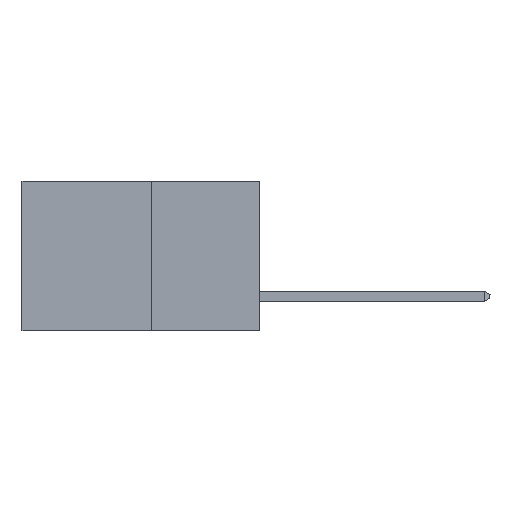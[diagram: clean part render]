
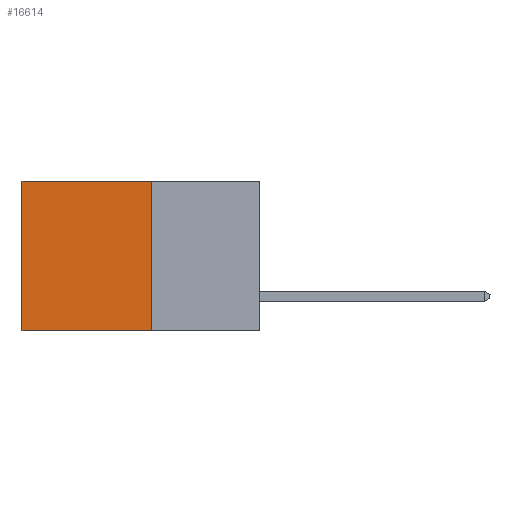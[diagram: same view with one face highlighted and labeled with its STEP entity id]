
A CAD part, left-side view. The second image highlights one B-rep face of the part: STEP entity #16614.
In plain terms, the highlighted planar face has unit normal (-1, 0, 0).
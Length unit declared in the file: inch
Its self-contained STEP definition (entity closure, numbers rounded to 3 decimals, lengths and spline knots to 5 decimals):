
#1216 = CARTESIAN_POINT ( 'NONE',  ( 0.277, 0.59, 0. ) ) ;
#1282 = CARTESIAN_POINT ( 'NONE',  ( 0.277, 0.59, -0.37 ) ) ;
#1394 = VERTEX_POINT ( 'NONE', #13504 ) ;
#2401 = LINE ( 'NONE', #9747, #7427 ) ;
#2642 = EDGE_CURVE ( 'NONE', #17684, #21992, #3912, .T. ) ;
#3912 = LINE ( 'NONE', #25163, #8949 ) ;
#3971 = VERTEX_POINT ( 'NONE', #1282 ) ;
#4742 = LINE ( 'NONE', #9184, #26769 ) ;
#5220 = ORIENTED_EDGE ( 'NONE', *, *, #5907, .T. ) ;
#5907 = EDGE_CURVE ( 'NONE', #21992, #3971, #2401, .T. ) ;
#6549 = VECTOR ( 'NONE', #13883, 39.37008 ) ;
#7427 = VECTOR ( 'NONE', #9403, 39.37008 ) ;
#7560 = ORIENTED_EDGE ( 'NONE', *, *, #2642, .T. ) ;
#7915 = LINE ( 'NONE', #24540, #6549 ) ;
#8562 = ORIENTED_EDGE ( 'NONE', *, *, #21823, .F. ) ;
#8949 = VECTOR ( 'NONE', #22471, 39.37008 ) ;
#9184 = CARTESIAN_POINT ( 'NONE',  ( 0.277, 0.27, -0.37 ) ) ;
#9403 = DIRECTION ( 'NONE',  ( 0., 0., -1. ) ) ;
#9747 = CARTESIAN_POINT ( 'NONE',  ( 0.277, 0.59, -0.37 ) ) ;
#10256 = EDGE_LOOP ( 'NONE', ( #5220, #16950, #8562, #7560 ) ) ;
#10886 = DIRECTION ( 'NONE',  ( 0., 0., -1. ) ) ;
#11229 = AXIS2_PLACEMENT_3D ( 'NONE', #17276, #23698, #10886 ) ;
#13504 = CARTESIAN_POINT ( 'NONE',  ( 0.277, 0.27, -0.37 ) ) ;
#13883 = DIRECTION ( 'NONE',  ( 0., 1., 0. ) ) ;
#16614 = ADVANCED_FACE ( 'NONE', ( #17445 ), #19412, .F. ) ;
#16950 = ORIENTED_EDGE ( 'NONE', *, *, #23172, .F. ) ;
#17276 = CARTESIAN_POINT ( 'NONE',  ( 0.277, 0.27, -0.37 ) ) ;
#17445 = FACE_OUTER_BOUND ( 'NONE', #10256, .T. ) ;
#17684 = VERTEX_POINT ( 'NONE', #18819 ) ;
#18819 = CARTESIAN_POINT ( 'NONE',  ( 0.277, 0.27, 0. ) ) ;
#19412 = PLANE ( 'NONE',  #11229 ) ;
#21823 = EDGE_CURVE ( 'NONE', #17684, #1394, #4742, .T. ) ;
#21992 = VERTEX_POINT ( 'NONE', #1216 ) ;
#22471 = DIRECTION ( 'NONE',  ( 0., 1., 0. ) ) ;
#23172 = EDGE_CURVE ( 'NONE', #1394, #3971, #7915, .T. ) ;
#23698 = DIRECTION ( 'NONE',  ( 1., 0., 0. ) ) ;
#24540 = CARTESIAN_POINT ( 'NONE',  ( 0.277, 0.27, -0.37 ) ) ;
#25163 = CARTESIAN_POINT ( 'NONE',  ( 0.277, 0.27, 0. ) ) ;
#26258 = DIRECTION ( 'NONE',  ( 0., 0., -1. ) ) ;
#26769 = VECTOR ( 'NONE', #26258, 39.37008 ) ;
